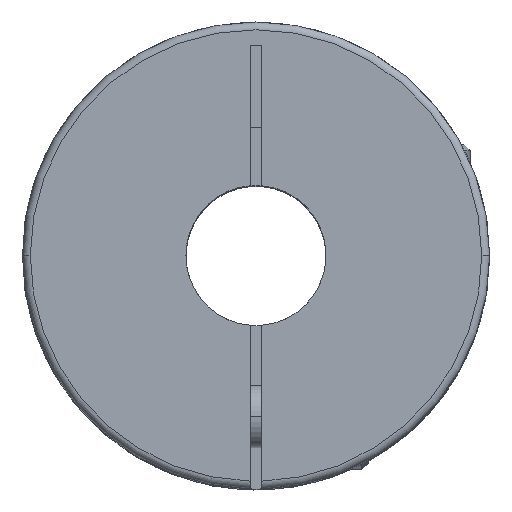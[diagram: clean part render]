
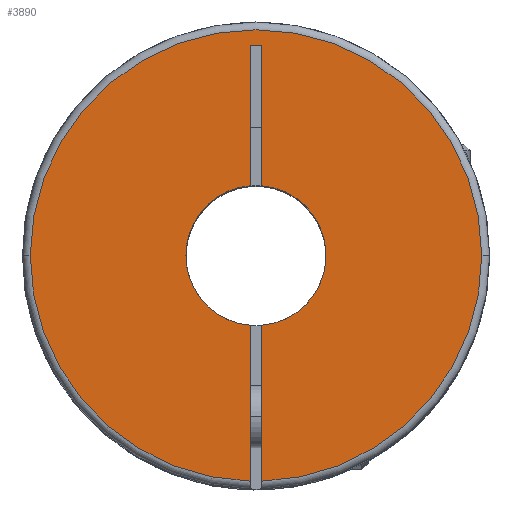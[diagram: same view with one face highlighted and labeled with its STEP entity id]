
A CAD part, top view. The second image highlights one B-rep face of the part: STEP entity #3890.
In plain terms, the highlighted planar face has unit normal (0, 0, 1).
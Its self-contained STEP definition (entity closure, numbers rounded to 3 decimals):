
#5 = ORIENTED_EDGE ( 'NONE', *, *, #2562, .T. ) ;
#50 = AXIS2_PLACEMENT_3D ( 'NONE', #3565, #3868, #2332 ) ;
#109 = AXIS2_PLACEMENT_3D ( 'NONE', #2368, #2093, #3599 ) ;
#219 = DIRECTION ( 'NONE',  ( 0., 1., 0. ) ) ;
#252 = ORIENTED_EDGE ( 'NONE', *, *, #2609, .F. ) ;
#353 = CIRCLE ( 'NONE', #3908, 9. ) ;
#445 = VERTEX_POINT ( 'NONE', #3633 ) ;
#453 = CARTESIAN_POINT ( 'NONE',  ( -0.75, 27., 0. ) ) ;
#456 = CARTESIAN_POINT ( 'NONE',  ( -0.75, 8.969, 0. ) ) ;
#495 = CARTESIAN_POINT ( 'NONE',  ( 0., 0., 0. ) ) ;
#509 = EDGE_CURVE ( 'NONE', #445, #3976, #2379, .T. ) ;
#514 = DIRECTION ( 'NONE',  ( -1., 0., 0. ) ) ;
#589 = EDGE_CURVE ( 'NONE', #3036, #3688, #1766, .T. ) ;
#613 = VERTEX_POINT ( 'NONE', #729 ) ;
#728 = VERTEX_POINT ( 'NONE', #2370 ) ;
#729 = CARTESIAN_POINT ( 'NONE',  ( 29., 0., 0. ) ) ;
#762 = DIRECTION ( 'NONE',  ( 0., 0., -1. ) ) ;
#775 = CARTESIAN_POINT ( 'NONE',  ( 0., 0., 0. ) ) ;
#856 = CARTESIAN_POINT ( 'NONE',  ( 0.75, 27., 0. ) ) ;
#860 = ORIENTED_EDGE ( 'NONE', *, *, #2936, .T. ) ;
#1011 = VERTEX_POINT ( 'NONE', #3622 ) ;
#1018 = VECTOR ( 'NONE', #2705, 1000. ) ;
#1084 = CARTESIAN_POINT ( 'NONE',  ( 0.75, -8.969, 0. ) ) ;
#1142 = CARTESIAN_POINT ( 'NONE',  ( 0.75, -30., 0. ) ) ;
#1143 = AXIS2_PLACEMENT_3D ( 'NONE', #775, #1765, #2005 ) ;
#1200 = ORIENTED_EDGE ( 'NONE', *, *, #509, .F. ) ;
#1230 = EDGE_CURVE ( 'NONE', #728, #3224, #353, .T. ) ;
#1237 = DIRECTION ( 'NONE',  ( -1., 0., 0. ) ) ;
#1247 = LINE ( 'NONE', #2438, #1438 ) ;
#1266 = CIRCLE ( 'NONE', #3073, 9. ) ;
#1286 = PLANE ( 'NONE',  #1540 ) ;
#1305 = CARTESIAN_POINT ( 'NONE',  ( 0.75, 8.969, 0. ) ) ;
#1438 = VECTOR ( 'NONE', #3371, 1000. ) ;
#1441 = DIRECTION ( 'NONE',  ( 0., 1., 0. ) ) ;
#1443 = ORIENTED_EDGE ( 'NONE', *, *, #3673, .F. ) ;
#1484 = VECTOR ( 'NONE', #1237, 1000. ) ;
#1540 = AXIS2_PLACEMENT_3D ( 'NONE', #3125, #3147, #2839 ) ;
#1765 = DIRECTION ( 'NONE',  ( 0., 0., -1. ) ) ;
#1766 = LINE ( 'NONE', #856, #1484 ) ;
#1844 = ORIENTED_EDGE ( 'NONE', *, *, #2353, .F. ) ;
#1852 = CIRCLE ( 'NONE', #109, 29. ) ;
#1853 = CARTESIAN_POINT ( 'NONE',  ( 0., 0., 0. ) ) ;
#2005 = DIRECTION ( 'NONE',  ( -1., 0., 0. ) ) ;
#2078 = VECTOR ( 'NONE', #219, 1000. ) ;
#2093 = DIRECTION ( 'NONE',  ( 0., 0., -1. ) ) ;
#2100 = AXIS2_PLACEMENT_3D ( 'NONE', #1853, #2779, #2524 ) ;
#2115 = CARTESIAN_POINT ( 'NONE',  ( 0.75, -30., 0. ) ) ;
#2301 = CARTESIAN_POINT ( 'NONE',  ( 0., 0., 0. ) ) ;
#2332 = DIRECTION ( 'NONE',  ( -1., 0., 0. ) ) ;
#2342 = DIRECTION ( 'NONE',  ( -1., 0., 0. ) ) ;
#2353 = EDGE_CURVE ( 'NONE', #2919, #613, #1852, .T. ) ;
#2368 = CARTESIAN_POINT ( 'NONE',  ( 0., 0., 0. ) ) ;
#2370 = CARTESIAN_POINT ( 'NONE',  ( -0.75, -8.969, 0. ) ) ;
#2379 = LINE ( 'NONE', #1142, #3360 ) ;
#2438 = CARTESIAN_POINT ( 'NONE',  ( -0.75, 27., 0. ) ) ;
#2488 = ORIENTED_EDGE ( 'NONE', *, *, #2506, .F. ) ;
#2500 = ORIENTED_EDGE ( 'NONE', *, *, #3066, .F. ) ;
#2506 = EDGE_CURVE ( 'NONE', #613, #445, #3798, .T. ) ;
#2524 = DIRECTION ( 'NONE',  ( -1., 0., 0. ) ) ;
#2554 = ORIENTED_EDGE ( 'NONE', *, *, #1230, .T. ) ;
#2562 = EDGE_CURVE ( 'NONE', #3224, #2734, #1266, .T. ) ;
#2609 = EDGE_CURVE ( 'NONE', #1011, #2919, #2880, .T. ) ;
#2705 = DIRECTION ( 'NONE',  ( 0., -1., 0. ) ) ;
#2734 = VERTEX_POINT ( 'NONE', #456 ) ;
#2779 = DIRECTION ( 'NONE',  ( 0., 0., -1. ) ) ;
#2839 = DIRECTION ( 'NONE',  ( 0., -1., 0. ) ) ;
#2847 = CARTESIAN_POINT ( 'NONE',  ( -9., 0., 0. ) ) ;
#2880 = CIRCLE ( 'NONE', #1143, 29. ) ;
#2893 = CARTESIAN_POINT ( 'NONE',  ( 0.75, 27., 0. ) ) ;
#2919 = VERTEX_POINT ( 'NONE', #3160 ) ;
#2936 = EDGE_CURVE ( 'NONE', #3834, #3976, #2948, .T. ) ;
#2948 = CIRCLE ( 'NONE', #50, 9. ) ;
#3036 = VERTEX_POINT ( 'NONE', #2893 ) ;
#3040 = CARTESIAN_POINT ( 'NONE',  ( -0.75, 27., 0. ) ) ;
#3066 = EDGE_CURVE ( 'NONE', #3688, #2734, #3216, .T. ) ;
#3073 = AXIS2_PLACEMENT_3D ( 'NONE', #495, #3549, #514 ) ;
#3125 = CARTESIAN_POINT ( 'NONE',  ( 0., 0., 0. ) ) ;
#3147 = DIRECTION ( 'NONE',  ( 0., 0., -1. ) ) ;
#3160 = CARTESIAN_POINT ( 'NONE',  ( -29., 0., 0. ) ) ;
#3186 = FACE_OUTER_BOUND ( 'NONE', #3187, .T. ) ;
#3187 = EDGE_LOOP ( 'NONE', ( #252, #1443, #2554, #5, #2500, #3852, #3191, #860, #1200, #2488, #1844 ) ) ;
#3191 = ORIENTED_EDGE ( 'NONE', *, *, #3488, .F. ) ;
#3216 = LINE ( 'NONE', #453, #1018 ) ;
#3224 = VERTEX_POINT ( 'NONE', #2847 ) ;
#3231 = LINE ( 'NONE', #2115, #2078 ) ;
#3360 = VECTOR ( 'NONE', #1441, 1000. ) ;
#3371 = DIRECTION ( 'NONE',  ( 0., -1., 0. ) ) ;
#3488 = EDGE_CURVE ( 'NONE', #3834, #3036, #3231, .T. ) ;
#3549 = DIRECTION ( 'NONE',  ( 0., 0., -1. ) ) ;
#3565 = CARTESIAN_POINT ( 'NONE',  ( 0., 0., 0. ) ) ;
#3599 = DIRECTION ( 'NONE',  ( -1., 0., 0. ) ) ;
#3622 = CARTESIAN_POINT ( 'NONE',  ( -0.75, -28.99, 0. ) ) ;
#3633 = CARTESIAN_POINT ( 'NONE',  ( 0.75, -28.99, 0. ) ) ;
#3673 = EDGE_CURVE ( 'NONE', #728, #1011, #1247, .T. ) ;
#3688 = VERTEX_POINT ( 'NONE', #3040 ) ;
#3798 = CIRCLE ( 'NONE', #2100, 29. ) ;
#3834 = VERTEX_POINT ( 'NONE', #1305 ) ;
#3852 = ORIENTED_EDGE ( 'NONE', *, *, #589, .F. ) ;
#3868 = DIRECTION ( 'NONE',  ( 0., 0., -1. ) ) ;
#3890 = ADVANCED_FACE ( 'NONE', ( #3186 ), #1286, .F. ) ;
#3908 = AXIS2_PLACEMENT_3D ( 'NONE', #2301, #762, #2342 ) ;
#3976 = VERTEX_POINT ( 'NONE', #1084 ) ;
